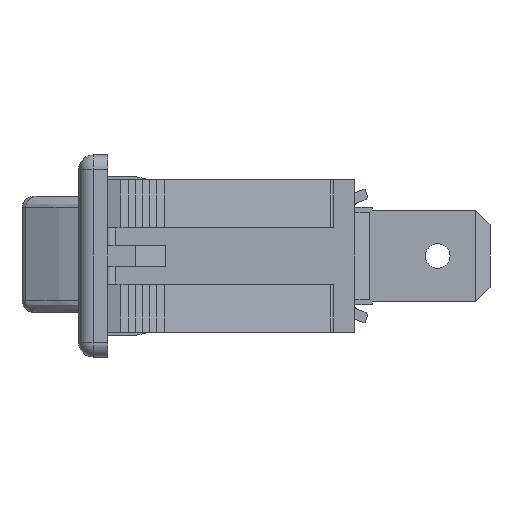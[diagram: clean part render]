
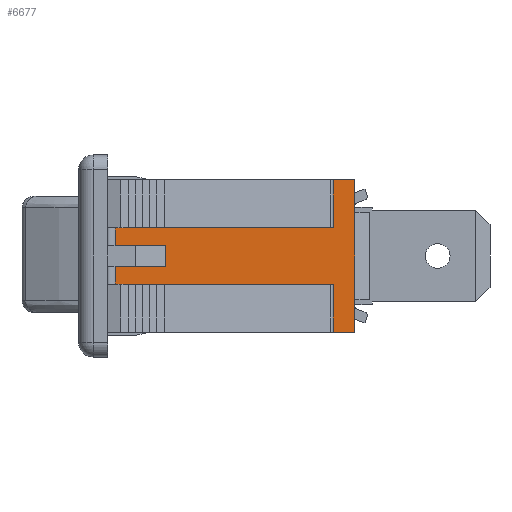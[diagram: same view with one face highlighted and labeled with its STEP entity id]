
A CAD part, left-side view. The second image highlights one B-rep face of the part: STEP entity #6677.
In plain terms, the highlighted planar face has unit normal (-1, 0, 0).
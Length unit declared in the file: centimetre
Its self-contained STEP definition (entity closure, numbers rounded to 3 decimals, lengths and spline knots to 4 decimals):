
#328=FACE_OUTER_BOUND('',#697,.T.);
#697=EDGE_LOOP('',(#4824,#4825,#4826,#4827,#4828,#4829,#4830,#4831,#4832,
#4833,#4834,#4835,#4836,#4837,#4838,#4839));
#1184=LINE('',#9675,#2041);
#1259=LINE('',#9836,#2116);
#1260=LINE('',#9838,#2117);
#1261=LINE('',#9840,#2118);
#1262=LINE('',#9842,#2119);
#1263=LINE('',#9844,#2120);
#1264=LINE('',#9846,#2121);
#1265=LINE('',#9848,#2122);
#1266=LINE('',#9850,#2123);
#1267=LINE('',#9851,#2124);
#1268=LINE('',#9853,#2125);
#1269=LINE('',#9855,#2126);
#1270=LINE('',#9857,#2127);
#1271=LINE('',#9859,#2128);
#1272=LINE('',#9861,#2129);
#1273=LINE('',#9862,#2130);
#2041=VECTOR('',#7829,100.);
#2116=VECTOR('',#7948,100.);
#2117=VECTOR('',#7949,100.);
#2118=VECTOR('',#7950,100.);
#2119=VECTOR('',#7951,100.);
#2120=VECTOR('',#7952,100.);
#2121=VECTOR('',#7953,100.);
#2122=VECTOR('',#7954,100.);
#2123=VECTOR('',#7955,100.);
#2124=VECTOR('',#7956,100.);
#2125=VECTOR('',#7957,100.);
#2126=VECTOR('',#7958,100.);
#2127=VECTOR('',#7959,100.);
#2128=VECTOR('',#7960,100.);
#2129=VECTOR('',#7961,100.);
#2130=VECTOR('',#7962,100.);
#2851=VERTEX_POINT('',#9673);
#2852=VERTEX_POINT('',#9674);
#2915=VERTEX_POINT('',#9834);
#2916=VERTEX_POINT('',#9835);
#2917=VERTEX_POINT('',#9837);
#2918=VERTEX_POINT('',#9839);
#2919=VERTEX_POINT('',#9841);
#2920=VERTEX_POINT('',#9843);
#2921=VERTEX_POINT('',#9845);
#2922=VERTEX_POINT('',#9847);
#2923=VERTEX_POINT('',#9849);
#2924=VERTEX_POINT('',#9852);
#2925=VERTEX_POINT('',#9854);
#2926=VERTEX_POINT('',#9856);
#2927=VERTEX_POINT('',#9858);
#2928=VERTEX_POINT('',#9860);
#3554=EDGE_CURVE('',#2851,#2852,#1184,.T.);
#3635=EDGE_CURVE('',#2915,#2916,#1259,.T.);
#3636=EDGE_CURVE('',#2916,#2917,#1260,.T.);
#3637=EDGE_CURVE('',#2918,#2917,#1261,.T.);
#3638=EDGE_CURVE('',#2918,#2919,#1262,.T.);
#3639=EDGE_CURVE('',#2919,#2920,#1263,.T.);
#3640=EDGE_CURVE('',#2921,#2920,#1264,.T.);
#3641=EDGE_CURVE('',#2922,#2921,#1265,.T.);
#3642=EDGE_CURVE('',#2922,#2923,#1266,.T.);
#3643=EDGE_CURVE('',#2923,#2852,#1267,.T.);
#3644=EDGE_CURVE('',#2924,#2851,#1268,.T.);
#3645=EDGE_CURVE('',#2924,#2925,#1269,.T.);
#3646=EDGE_CURVE('',#2925,#2926,#1270,.T.);
#3647=EDGE_CURVE('',#2927,#2926,#1271,.T.);
#3648=EDGE_CURVE('',#2928,#2927,#1272,.T.);
#3649=EDGE_CURVE('',#2928,#2915,#1273,.T.);
#4824=ORIENTED_EDGE('',*,*,#3635,.T.);
#4825=ORIENTED_EDGE('',*,*,#3636,.T.);
#4826=ORIENTED_EDGE('',*,*,#3637,.F.);
#4827=ORIENTED_EDGE('',*,*,#3638,.T.);
#4828=ORIENTED_EDGE('',*,*,#3639,.T.);
#4829=ORIENTED_EDGE('',*,*,#3640,.F.);
#4830=ORIENTED_EDGE('',*,*,#3641,.F.);
#4831=ORIENTED_EDGE('',*,*,#3642,.T.);
#4832=ORIENTED_EDGE('',*,*,#3643,.T.);
#4833=ORIENTED_EDGE('',*,*,#3554,.F.);
#4834=ORIENTED_EDGE('',*,*,#3644,.F.);
#4835=ORIENTED_EDGE('',*,*,#3645,.T.);
#4836=ORIENTED_EDGE('',*,*,#3646,.T.);
#4837=ORIENTED_EDGE('',*,*,#3647,.F.);
#4838=ORIENTED_EDGE('',*,*,#3648,.F.);
#4839=ORIENTED_EDGE('',*,*,#3649,.T.);
#6369=PLANE('',#7082);
#6677=ADVANCED_FACE('',(#328),#6369,.F.);
#7082=AXIS2_PLACEMENT_3D('',#9833,#7946,#7947);
#7829=DIRECTION('',(0.,0.,-1.));
#7946=DIRECTION('center_axis',(1.,0.,0.));
#7947=DIRECTION('ref_axis',(0.,0.,-1.));
#7948=DIRECTION('',(0.,-1.,0.));
#7949=DIRECTION('',(0.,0.,-1.));
#7950=DIRECTION('',(0.,-1.,0.));
#7951=DIRECTION('',(0.,0.,-1.));
#7952=DIRECTION('',(0.,-1.,0.));
#7953=DIRECTION('',(0.,0.,-1.));
#7954=DIRECTION('',(0.,1.,0.));
#7955=DIRECTION('',(0.,0.,-1.));
#7956=DIRECTION('',(0.,-1.,0.));
#7957=DIRECTION('',(0.,-1.,0.));
#7958=DIRECTION('',(0.,0.,-1.));
#7959=DIRECTION('',(0.,1.,0.));
#7960=DIRECTION('',(0.,0.,-1.));
#7961=DIRECTION('',(0.,-1.,0.));
#7962=DIRECTION('',(0.,0.,-1.));
#9673=CARTESIAN_POINT('',(-1.385,-0.3067,0.525));
#9674=CARTESIAN_POINT('',(-1.385,-0.3067,-0.525));
#9675=CARTESIAN_POINT('',(-1.385,-0.3067,0.525));
#9833=CARTESIAN_POINT('Origin',(-1.385,-32.7189,0.525));
#9834=CARTESIAN_POINT('',(-1.385,1.3433,0.075));
#9835=CARTESIAN_POINT('',(-1.385,0.9933,0.075));
#9836=CARTESIAN_POINT('',(-1.385,0.9933,0.075));
#9837=CARTESIAN_POINT('',(-1.385,0.9933,-0.075));
#9838=CARTESIAN_POINT('',(-1.385,0.9933,0.075));
#9839=CARTESIAN_POINT('',(-1.385,1.3433,-0.075));
#9840=CARTESIAN_POINT('',(-1.385,0.9933,-0.075));
#9841=CARTESIAN_POINT('',(-1.385,1.3433,-0.525));
#9842=CARTESIAN_POINT('',(-1.385,1.3433,0.525));
#9843=CARTESIAN_POINT('',(-1.385,0.0591,-0.525));
#9844=CARTESIAN_POINT('',(-1.385,-32.7189,-0.525));
#9845=CARTESIAN_POINT('',(-1.385,0.0591,-0.195));
#9846=CARTESIAN_POINT('',(-1.385,0.0591,0.525));
#9847=CARTESIAN_POINT('',(-1.385,-0.1567,-0.195));
#9848=CARTESIAN_POINT('',(-1.385,0.0591,-0.195));
#9849=CARTESIAN_POINT('',(-1.385,-0.1567,-0.525));
#9850=CARTESIAN_POINT('',(-1.385,-0.1567,0.525));
#9851=CARTESIAN_POINT('',(-1.385,-32.7189,-0.525));
#9852=CARTESIAN_POINT('',(-1.385,-0.1567,0.525));
#9853=CARTESIAN_POINT('',(-1.385,-32.7189,0.525));
#9854=CARTESIAN_POINT('',(-1.385,-0.1567,0.195));
#9855=CARTESIAN_POINT('',(-1.385,-0.1567,0.525));
#9856=CARTESIAN_POINT('',(-1.385,0.0591,0.195));
#9857=CARTESIAN_POINT('',(-1.385,0.0591,0.195));
#9858=CARTESIAN_POINT('',(-1.385,0.0591,0.525));
#9859=CARTESIAN_POINT('',(-1.385,0.0591,0.525));
#9860=CARTESIAN_POINT('',(-1.385,1.3433,0.525));
#9861=CARTESIAN_POINT('',(-1.385,-32.7189,0.525));
#9862=CARTESIAN_POINT('',(-1.385,1.3433,0.525));
